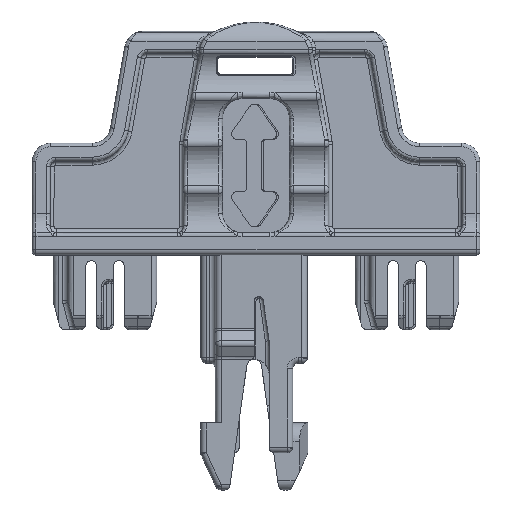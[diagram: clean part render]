
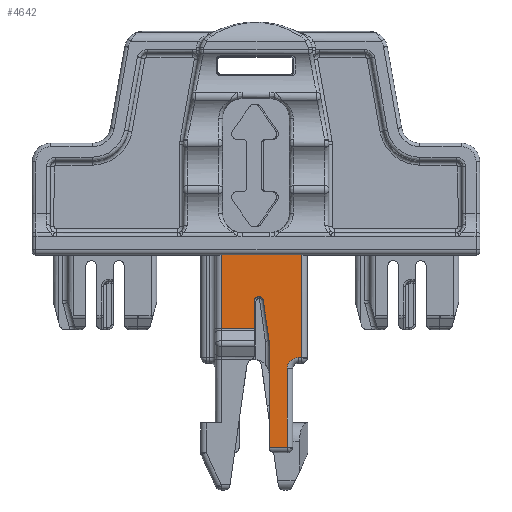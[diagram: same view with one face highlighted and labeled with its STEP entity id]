
A CAD part, front view. The second image highlights one B-rep face of the part: STEP entity #4642.
In plain terms, the highlighted planar face has unit normal (0, -1, 0).
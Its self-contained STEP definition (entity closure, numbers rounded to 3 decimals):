
#4532=AXIS2_PLACEMENT_3D('Plane Axis2P3D',#4529,#4530,#4531) ;
#4610=AXIS2_PLACEMENT_3D('Circle Axis2P3D',#4608,#4609,$) ;
#3523=CARTESIAN_POINT('Vertex',(10.125,0.396,12.75)) ;
#3526=CARTESIAN_POINT('Line Origine',(12.288,0.396,12.75)) ;
#3530=CARTESIAN_POINT('Vertex',(14.45,0.396,12.75)) ;
#4226=CARTESIAN_POINT('Vertex',(10.125,0.396,8.674)) ;
#4241=CARTESIAN_POINT('Line Origine',(10.125,0.396,6.809)) ;
#4529=CARTESIAN_POINT('Axis2P3D Location',(11.9,0.396,8.674)) ;
#4534=CARTESIAN_POINT('Line Origine',(11.012,0.396,8.674)) ;
#4538=CARTESIAN_POINT('Vertex',(11.9,0.396,8.674)) ;
#4541=CARTESIAN_POINT('Line Origine',(11.9,0.396,9.395)) ;
#4545=CARTESIAN_POINT('Vertex',(11.9,0.396,10.117)) ;
#4549=CARTESIAN_POINT('Control Point',(12.398,0.396,10.152)) ;
#4550=CARTESIAN_POINT('Control Point',(12.393,0.396,10.183)) ;
#4551=CARTESIAN_POINT('Control Point',(12.384,0.396,10.214)) ;
#4552=CARTESIAN_POINT('Control Point',(12.369,0.396,10.244)) ;
#4553=CARTESIAN_POINT('Control Point',(12.332,0.396,10.296)) ;
#4554=CARTESIAN_POINT('Control Point',(12.28,0.396,10.334)) ;
#4555=CARTESIAN_POINT('Control Point',(12.25,0.396,10.35)) ;
#4556=CARTESIAN_POINT('Control Point',(12.189,0.396,10.369)) ;
#4557=CARTESIAN_POINT('Control Point',(12.125,0.396,10.369)) ;
#4558=CARTESIAN_POINT('Control Point',(12.091,0.396,10.363)) ;
#4559=CARTESIAN_POINT('Control Point',(12.031,0.396,10.343)) ;
#4560=CARTESIAN_POINT('Control Point',(11.98,0.396,10.304)) ;
#4561=CARTESIAN_POINT('Control Point',(11.956,0.396,10.28)) ;
#4562=CARTESIAN_POINT('Control Point',(11.925,0.396,10.235)) ;
#4563=CARTESIAN_POINT('Control Point',(11.908,0.396,10.184)) ;
#4564=CARTESIAN_POINT('Control Point',(11.902,0.396,10.161)) ;
#4565=CARTESIAN_POINT('Control Point',(11.9,0.396,10.139)) ;
#4566=CARTESIAN_POINT('Control Point',(11.9,0.396,10.117)) ;
#4567=CARTESIAN_POINT('Vertex',(12.398,0.396,10.152)) ;
#4570=CARTESIAN_POINT('Line Origine',(12.548,0.396,9.083)) ;
#4574=CARTESIAN_POINT('Vertex',(12.698,0.396,8.014)) ;
#4578=CARTESIAN_POINT('Control Point',(12.7,0.396,7.986)) ;
#4579=CARTESIAN_POINT('Control Point',(12.7,0.396,7.992)) ;
#4580=CARTESIAN_POINT('Control Point',(12.7,0.396,7.997)) ;
#4581=CARTESIAN_POINT('Control Point',(12.699,0.396,8.003)) ;
#4582=CARTESIAN_POINT('Control Point',(12.699,0.396,8.008)) ;
#4583=CARTESIAN_POINT('Control Point',(12.698,0.396,8.014)) ;
#4584=CARTESIAN_POINT('Vertex',(12.7,0.396,7.986)) ;
#4587=CARTESIAN_POINT('Line Origine',(12.7,0.396,5.143)) ;
#4591=CARTESIAN_POINT('Vertex',(12.7,0.396,2.3)) ;
#4594=CARTESIAN_POINT('Line Origine',(13.188,0.396,2.3)) ;
#4598=CARTESIAN_POINT('Vertex',(13.675,0.396,2.3)) ;
#4601=CARTESIAN_POINT('Line Origine',(13.675,0.396,4.4)) ;
#4605=CARTESIAN_POINT('Vertex',(13.675,0.396,6.5)) ;
#4608=CARTESIAN_POINT('Axis2P3D Location',(14.275,0.396,6.5)) ;
#4612=CARTESIAN_POINT('Vertex',(14.275,0.396,7.1)) ;
#4615=CARTESIAN_POINT('Line Origine',(14.363,0.396,7.1)) ;
#4619=CARTESIAN_POINT('Vertex',(14.45,0.396,7.1)) ;
#4622=CARTESIAN_POINT('Line Origine',(14.45,0.396,9.925)) ;
#3527=DIRECTION('Vector Direction',(1.,0.,0.)) ;
#4242=DIRECTION('Vector Direction',(0.,0.,-1.)) ;
#4530=DIRECTION('Axis2P3D Direction',(0.,1.,0.)) ;
#4531=DIRECTION('Axis2P3D XDirection',(0.,0.,1.)) ;
#4535=DIRECTION('Vector Direction',(1.,0.,0.)) ;
#4542=DIRECTION('Vector Direction',(0.,0.,-1.)) ;
#4571=DIRECTION('Vector Direction',(-0.139,0.,0.99)) ;
#4588=DIRECTION('Vector Direction',(0.,0.,-1.)) ;
#4595=DIRECTION('Vector Direction',(-1.,0.,0.)) ;
#4602=DIRECTION('Vector Direction',(0.,0.,-1.)) ;
#4609=DIRECTION('Axis2P3D Direction',(0.,1.,0.)) ;
#4616=DIRECTION('Vector Direction',(-1.,0.,0.)) ;
#4623=DIRECTION('Vector Direction',(0.,0.,1.)) ;
#3528=VECTOR('Line Direction',#3527,1.) ;
#4243=VECTOR('Line Direction',#4242,1.) ;
#4536=VECTOR('Line Direction',#4535,1.) ;
#4543=VECTOR('Line Direction',#4542,1.) ;
#4572=VECTOR('Line Direction',#4571,1.) ;
#4589=VECTOR('Line Direction',#4588,1.) ;
#4596=VECTOR('Line Direction',#4595,1.) ;
#4603=VECTOR('Line Direction',#4602,1.) ;
#4617=VECTOR('Line Direction',#4616,1.) ;
#4624=VECTOR('Line Direction',#4623,1.) ;
#4628=ORIENTED_EDGE('',*,*,#4245,.F.) ;
#4629=ORIENTED_EDGE('',*,*,#4540,.T.) ;
#4630=ORIENTED_EDGE('',*,*,#4547,.F.) ;
#4631=ORIENTED_EDGE('',*,*,#4569,.T.) ;
#4632=ORIENTED_EDGE('',*,*,#4576,.F.) ;
#4633=ORIENTED_EDGE('',*,*,#4586,.T.) ;
#4634=ORIENTED_EDGE('',*,*,#4593,.T.) ;
#4635=ORIENTED_EDGE('',*,*,#4600,.F.) ;
#4636=ORIENTED_EDGE('',*,*,#4607,.F.) ;
#4637=ORIENTED_EDGE('',*,*,#4614,.F.) ;
#4638=ORIENTED_EDGE('',*,*,#4621,.F.) ;
#4639=ORIENTED_EDGE('',*,*,#4626,.F.) ;
#4640=ORIENTED_EDGE('',*,*,#3532,.F.) ;
#4642=ADVANCED_FACE('Component_1',(#4641),#4533,.F.) ;
#4548=B_SPLINE_CURVE_WITH_KNOTS('',5,(#4549,#4550,#4551,#4552,#4553,#4554,#4555,#4556,#4557,#4558,#4559,#4560,#4561,#4562,#4563,#4564,#4565,#4566),.UNSPECIFIED.,.F.,.U.,(6,3,3,3,3,6),(0.,0.225,0.449,0.674,0.899,1.057),.UNSPECIFIED.) ;
#4577=B_SPLINE_CURVE_WITH_KNOTS('',5,(#4578,#4579,#4580,#4581,#4582,#4583),.UNSPECIFIED.,.F.,.U.,(6,6),(0.,0.039),.UNSPECIFIED.) ;
#4611=CIRCLE('generated circle',#4610,0.6) ;
#3532=EDGE_CURVE('',#3524,#3531,#3529,.T.) ;
#4245=EDGE_CURVE('',#4227,#3524,#4244,.F.) ;
#4540=EDGE_CURVE('',#4227,#4539,#4537,.T.) ;
#4547=EDGE_CURVE('',#4546,#4539,#4544,.T.) ;
#4569=EDGE_CURVE('',#4546,#4568,#4548,.F.) ;
#4576=EDGE_CURVE('',#4575,#4568,#4573,.T.) ;
#4586=EDGE_CURVE('',#4575,#4585,#4577,.F.) ;
#4593=EDGE_CURVE('',#4585,#4592,#4590,.T.) ;
#4600=EDGE_CURVE('',#4599,#4592,#4597,.T.) ;
#4607=EDGE_CURVE('',#4606,#4599,#4604,.T.) ;
#4614=EDGE_CURVE('',#4613,#4606,#4611,.F.) ;
#4621=EDGE_CURVE('',#4620,#4613,#4618,.T.) ;
#4626=EDGE_CURVE('',#3531,#4620,#4625,.F.) ;
#4627=EDGE_LOOP('',(#4628,#4629,#4630,#4631,#4632,#4633,#4634,#4635,#4636,#4637,#4638,#4639,#4640)) ;
#4641=FACE_OUTER_BOUND('',#4627,.T.) ;
#3529=LINE('Line',#3526,#3528) ;
#4244=LINE('Line',#4241,#4243) ;
#4537=LINE('Line',#4534,#4536) ;
#4544=LINE('Line',#4541,#4543) ;
#4573=LINE('Line',#4570,#4572) ;
#4590=LINE('Line',#4587,#4589) ;
#4597=LINE('Line',#4594,#4596) ;
#4604=LINE('Line',#4601,#4603) ;
#4618=LINE('Line',#4615,#4617) ;
#4625=LINE('Line',#4622,#4624) ;
#4533=PLANE('',#4532) ;
#3524=VERTEX_POINT('',#3523) ;
#3531=VERTEX_POINT('',#3530) ;
#4227=VERTEX_POINT('',#4226) ;
#4539=VERTEX_POINT('',#4538) ;
#4546=VERTEX_POINT('',#4545) ;
#4568=VERTEX_POINT('',#4567) ;
#4575=VERTEX_POINT('',#4574) ;
#4585=VERTEX_POINT('',#4584) ;
#4592=VERTEX_POINT('',#4591) ;
#4599=VERTEX_POINT('',#4598) ;
#4606=VERTEX_POINT('',#4605) ;
#4613=VERTEX_POINT('',#4612) ;
#4620=VERTEX_POINT('',#4619) ;
